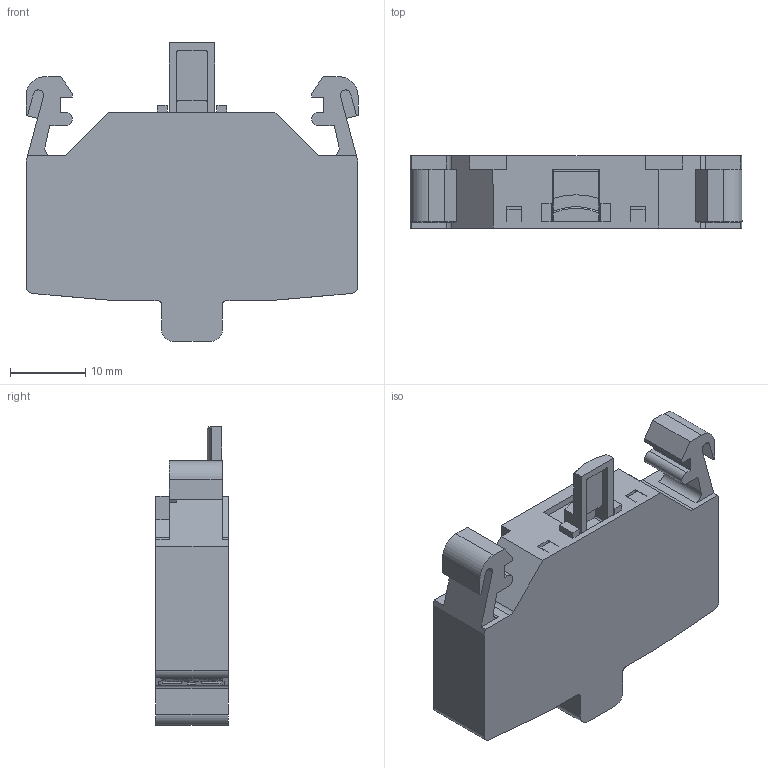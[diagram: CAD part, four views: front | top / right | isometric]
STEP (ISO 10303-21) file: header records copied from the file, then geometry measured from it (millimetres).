
FILE_DESCRIPTION(/* description */ (''),/* implementation_level */ '2;1');
FILE_NAME(/* name */ 'DSTOSDE.stp',/* time_stamp */ '2019-10-22T11:00:56+02:00',/* author */ ('thagel'),/* organization */ (''),/* preprocessor_version */ 'ST-DEVELOPER v17.2',/* originating_system */ 'Autodesk Inventor 2019',/* authorisation */ '');
FILE_SCHEMA (('AUTOMOTIVE_DESIGN { 1 0 10303 214 3 1 1 }'));
Length unit declared in the file: millimetre
Products named in the file (1): DSTOSDE
Bounding box: 44 x 9.6 x 39.55 mm (x, y, z)
Volume: 9776.6 mm3; surface area: 6466.3 mm2
Topology: 1 solids, 11 shells, 596 faces, 1654 edges, 1100 vertices
Faces by surface type: plane 466, cylinder 107, cone 11, bspline 9, torus 3
Entity records: 19889 total; most frequent: CARTESIAN_POINT 4421, ORIENTED_EDGE 3308, DIRECTION 3032, EDGE_CURVE 1654, LINE 1394, VECTOR 1394, VERTEX_POINT 1100, AXIS2_PLACEMENT_3D 819
